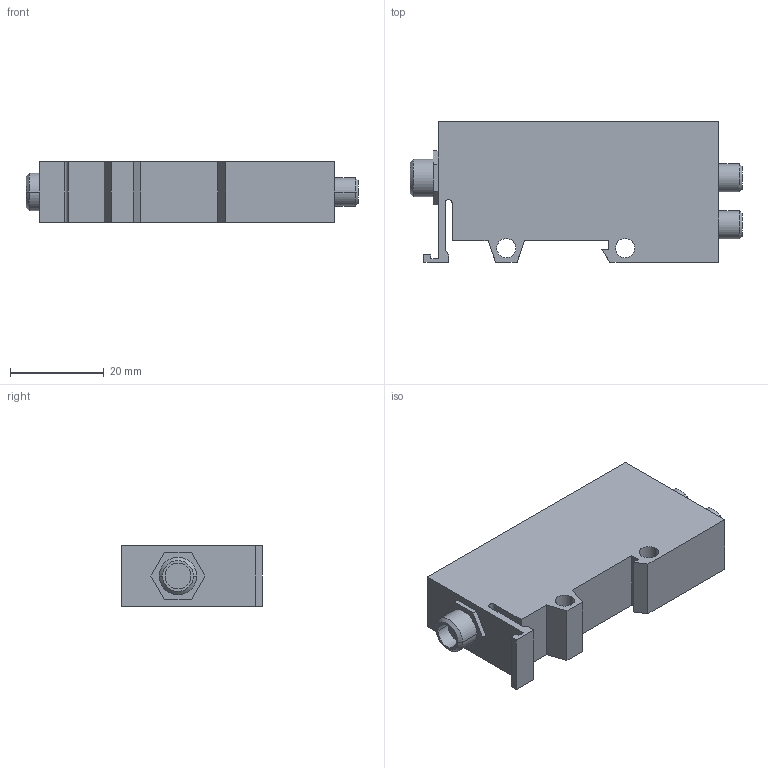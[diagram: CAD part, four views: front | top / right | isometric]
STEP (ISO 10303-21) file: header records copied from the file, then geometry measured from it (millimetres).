
FILE_DESCRIPTION(('STEP AP242'),'1');
FILE_NAME('sensor_xuyafv966s.stp','2021-08-02T07:27:55',('TraceParts'),('TraceParts S.A.'),'Spatial InterOp 3D',' ',' ');
FILE_SCHEMA(('AP242_MANAGED_MODEL_BASED_3D_ENGINEERING_MIM_LF {1 0 10303 442 1 1 4}'));
Length unit declared in the file: millimetre
Products named in the file (1): sensor_xuyafv966s
Bounding box: 71 x 30 x 13 mm (x, y, z)
Volume: 21599.7 mm3; surface area: 6973.8 mm2
Topology: 1 solids, 1 shells, 84 faces, 204 edges, 134 vertices
Faces by surface type: plane 61, cylinder 17, cone 6
Entity records: 3136 total; most frequent: CARTESIAN_POINT 423, DIRECTION 414, ORIENTED_EDGE 408, EDGE_CURVE 204, LINE 164, VECTOR 164, VERTEX_POINT 134, AXIS2_PLACEMENT_3D 125
